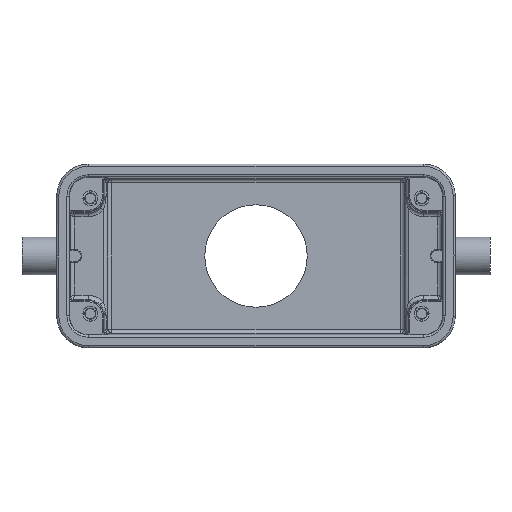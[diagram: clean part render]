
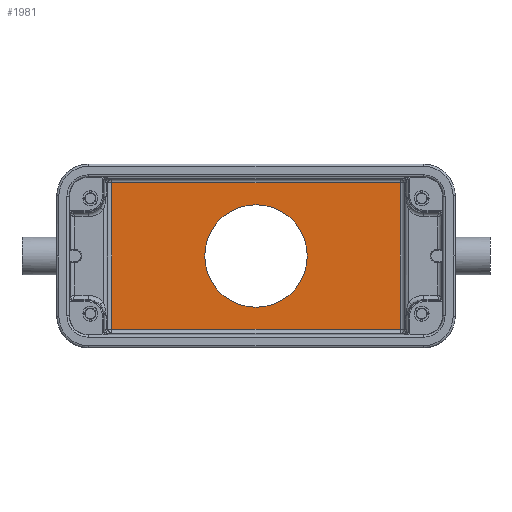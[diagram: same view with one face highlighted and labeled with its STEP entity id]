
A CAD part, front view. The second image highlights one B-rep face of the part: STEP entity #1981.
In plain terms, the highlighted planar face has unit normal (0, -1, 0).
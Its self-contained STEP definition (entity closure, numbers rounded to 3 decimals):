
#111=FACE_BOUND('',#2831,.T.);
#112=FACE_BOUND('',#2832,.T.);
#224=PLANE('',#7255);
#727=LINE('',#10442,#1361);
#728=LINE('',#10457,#1362);
#729=LINE('',#10461,#1363);
#730=LINE('',#10463,#1364);
#1361=VECTOR('',#8040,1.);
#1362=VECTOR('',#8059,1.);
#1363=VECTOR('',#8064,1.);
#1364=VECTOR('',#8065,1.);
#1981=ADVANCED_FACE('',(#111,#112),#224,.F.);
#2831=EDGE_LOOP('',(#3512));
#2832=EDGE_LOOP('',(#3513,#3514,#3515,#3516));
#3512=ORIENTED_EDGE('',*,*,#6072,.T.);
#3513=ORIENTED_EDGE('',*,*,#6073,.T.);
#3514=ORIENTED_EDGE('',*,*,#6074,.T.);
#3515=ORIENTED_EDGE('',*,*,#6063,.T.);
#3516=ORIENTED_EDGE('',*,*,#6071,.T.);
#5372=VERTEX_POINT('',#10443);
#5373=VERTEX_POINT('',#10444);
#5376=VERTEX_POINT('',#10456);
#5377=VERTEX_POINT('',#10460);
#5378=VERTEX_POINT('',#10462);
#6063=EDGE_CURVE('',#5372,#5373,#727,.T.);
#6071=EDGE_CURVE('',#5373,#5376,#728,.T.);
#6072=EDGE_CURVE('',#5377,#5377,#6964,.T.);
#6073=EDGE_CURVE('',#5376,#5378,#729,.T.);
#6074=EDGE_CURVE('',#5378,#5372,#730,.T.);
#6964=CIRCLE('',#7254,12.);
#7254=AXIS2_PLACEMENT_3D('',#10459,#8062,#8063);
#7255=AXIS2_PLACEMENT_3D('',#10464,#8066,#8067);
#8040=DIRECTION('',(0.,0.,-1.));
#8059=DIRECTION('',(1.,0.,0.));
#8062=DIRECTION('',(0.,1.,0.));
#8063=DIRECTION('',(0.,0.,1.));
#8064=DIRECTION('',(0.,0.,1.));
#8065=DIRECTION('',(-1.,0.,0.));
#8066=DIRECTION('',(0.,1.,0.));
#8067=DIRECTION('',(0.,0.,1.));
#10442=CARTESIAN_POINT('',(-33.75,42.,17.142));
#10443=CARTESIAN_POINT('',(-33.75,42.,17.142));
#10444=CARTESIAN_POINT('',(-33.75,42.,-17.142));
#10456=CARTESIAN_POINT('',(33.75,42.,-17.142));
#10457=CARTESIAN_POINT('',(-33.75,42.,-17.142));
#10459=CARTESIAN_POINT('',(0.,42.,0.));
#10460=CARTESIAN_POINT('',(0.,42.,12.));
#10461=CARTESIAN_POINT('',(33.75,42.,-17.142));
#10462=CARTESIAN_POINT('',(33.75,42.,17.142));
#10463=CARTESIAN_POINT('',(33.75,42.,17.142));
#10464=CARTESIAN_POINT('',(43.75,42.,-18.5));
